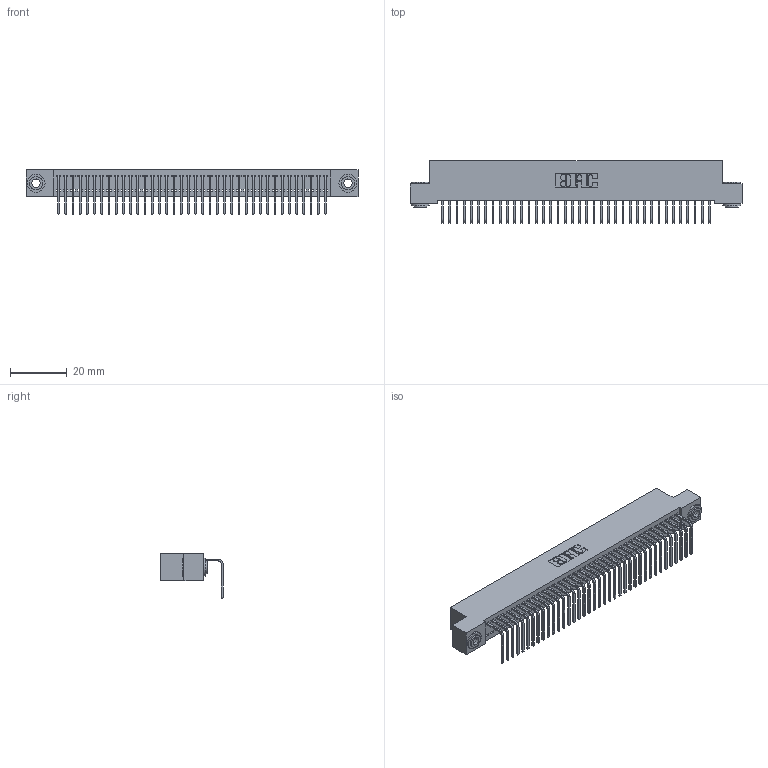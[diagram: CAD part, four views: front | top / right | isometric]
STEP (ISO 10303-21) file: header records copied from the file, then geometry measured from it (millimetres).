
FILE_DESCRIPTION (( 'STEP AP203' ), '1' );
FILE_NAME ('342-038-558-103.STEP', '2018-08-11T22:45:48', ( '' ), ( '' ), 'SwSTEP 2.0', 'SolidWorks 2016', '' );
FILE_SCHEMA (( 'CONFIG_CONTROL_DESIGN' ));
Length unit declared in the file: inch
Products named in the file (4): 342-250-002_345-250-002-102; 342-038-558-103; 342 Part_.156 TH; 345-292-001_558 Tail - 2
Assembly tree (41 placements, depth 2):
  342-038-558-103
    342 Part_.156 TH
    345-292-001_558 Tail - 2  x38
    342-250-002_345-250-002-102  x2
Bounding box: 116.84 x 21.91 x 15.62 mm (x, y, z)
Volume: 10379.2 mm3; surface area: 16111.9 mm2
Topology: 41 solids, 41 shells, 2428 faces, 7291 edges, 4806 vertices
Faces by surface type: plane 1748, cylinder 672, cone 8
Entity records: 24350 total; most frequent: CARTESIAN_POINT 4179, ORIENTED_EDGE 4146, DIRECTION 3567, EDGE_CURVE 2073, LINE 1921, VECTOR 1921, VERTEX_POINT 1378, AXIS2_PLACEMENT_3D 823
